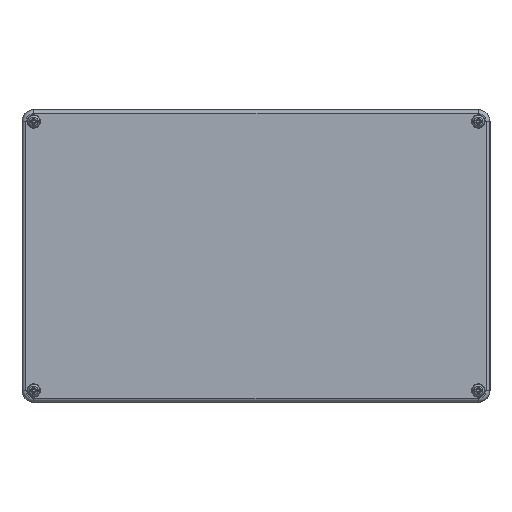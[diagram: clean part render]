
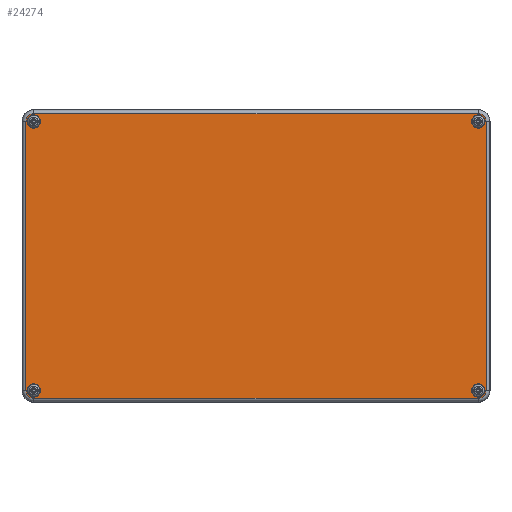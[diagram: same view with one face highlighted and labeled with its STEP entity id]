
A CAD part, top view. The second image highlights one B-rep face of the part: STEP entity #24274.
In plain terms, the highlighted face is planar.
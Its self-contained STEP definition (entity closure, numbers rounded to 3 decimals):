
#23853=CARTESIAN_POINT('',(196.616,-115.,-25.0));
#23854=VERTEX_POINT('',#23853);
#23862=CARTESIAN_POINT('',(196.616,115.,-25.0));
#23863=VERTEX_POINT('',#23862);
#23864=CARTESIAN_POINT('',(196.616,-115.,-25.0));
#23865=DIRECTION('',(0.0,1.0,0.0));
#23866=VECTOR('',#23865,230.);
#23867=LINE('',#23864,#23866);
#23868=EDGE_CURVE('',#23854,#23863,#23867,.T.);
#23895=CARTESIAN_POINT('',(190.,-121.616,-25.0));
#23896=VERTEX_POINT('',#23895);
#23904=CARTESIAN_POINT('',(190.,-115.,-25.0));
#23905=DIRECTION('',(0.0,0.0,1.0));
#23906=DIRECTION('',(0.707,-0.707,0.0));
#23907=AXIS2_PLACEMENT_3D('',#23904,#23905,#23906);
#23908=CIRCLE('',#23907,6.616);
#23909=EDGE_CURVE('',#23896,#23854,#23908,.T.);
#23927=CARTESIAN_POINT('',(190.,121.616,-25.0));
#23928=VERTEX_POINT('',#23927);
#23946=CARTESIAN_POINT('',(190.,115.,-25.0));
#23947=DIRECTION('',(0.0,0.0,1.0));
#23948=DIRECTION('',(0.707,0.707,0.0));
#23949=AXIS2_PLACEMENT_3D('',#23946,#23947,#23948);
#23950=CIRCLE('',#23949,6.616);
#23951=EDGE_CURVE('',#23863,#23928,#23950,.T.);
#23963=CARTESIAN_POINT('',(-190.,-121.616,-25.0));
#23964=VERTEX_POINT('',#23963);
#23972=CARTESIAN_POINT('',(-190.,-121.616,-25.0));
#23973=DIRECTION('',(1.0,0.0,0.0));
#23974=VECTOR('',#23973,380.);
#23975=LINE('',#23972,#23974);
#23976=EDGE_CURVE('',#23964,#23896,#23975,.T.);
#23993=CARTESIAN_POINT('',(-190.,121.616,-25.0));
#23994=VERTEX_POINT('',#23993);
#24011=CARTESIAN_POINT('',(190.,121.616,-25.0));
#24012=DIRECTION('',(-1.0,0.0,0.0));
#24013=VECTOR('',#24012,380.);
#24014=LINE('',#24011,#24013);
#24015=EDGE_CURVE('',#23928,#23994,#24014,.T.);
#24027=CARTESIAN_POINT('',(-196.616,-115.,-25.0));
#24028=VERTEX_POINT('',#24027);
#24036=CARTESIAN_POINT('',(-190.,-115.,-25.0));
#24037=DIRECTION('',(0.0,0.0,1.0));
#24038=DIRECTION('',(-0.707,-0.707,0.0));
#24039=AXIS2_PLACEMENT_3D('',#24036,#24037,#24038);
#24040=CIRCLE('',#24039,6.616);
#24041=EDGE_CURVE('',#24028,#23964,#24040,.T.);
#24059=CARTESIAN_POINT('',(-196.616,115.,-25.0));
#24060=VERTEX_POINT('',#24059);
#24078=CARTESIAN_POINT('',(-190.,115.,-25.0));
#24079=DIRECTION('',(0.0,0.0,1.0));
#24080=DIRECTION('',(-0.707,0.707,0.0));
#24081=AXIS2_PLACEMENT_3D('',#24078,#24079,#24080);
#24082=CIRCLE('',#24081,6.616);
#24083=EDGE_CURVE('',#23994,#24060,#24082,.T.);
#24101=CARTESIAN_POINT('',(-196.616,115.,-25.0));
#24102=DIRECTION('',(0.0,-1.0,0.0));
#24103=VECTOR('',#24102,230.);
#24104=LINE('',#24101,#24103);
#24105=EDGE_CURVE('',#24060,#24028,#24104,.T.);
#24215=CARTESIAN_POINT('',(0.,0.,-25.0));
#24216=DIRECTION('',(0.0,0.0,1.0));
#24217=DIRECTION('',(1.0,0.0,0.0));
#24218=AXIS2_PLACEMENT_3D('',#24215,#24216,#24217);
#24219=PLANE('',#24218);
#24220=ORIENTED_EDGE('',*,*,#23868,.F.);
#24221=ORIENTED_EDGE('',*,*,#23909,.F.);
#24222=ORIENTED_EDGE('',*,*,#23976,.F.);
#24223=ORIENTED_EDGE('',*,*,#24041,.F.);
#24224=ORIENTED_EDGE('',*,*,#24105,.F.);
#24225=ORIENTED_EDGE('',*,*,#24083,.F.);
#24226=ORIENTED_EDGE('',*,*,#24015,.F.);
#24227=ORIENTED_EDGE('',*,*,#23951,.F.);
#24228=EDGE_LOOP('',(#24220,#24221,#24222,#24223,#24224,#24225,#24226,#24227));
#24229=FACE_OUTER_BOUND('',#24228,.T.);
#24230=CARTESIAN_POINT('',(-195.8,115.,-25.0));
#24231=VERTEX_POINT('',#24230);
#24232=CARTESIAN_POINT('',(-190.,115.,-25.0));
#24233=DIRECTION('',(0.0,0.0,-1.0));
#24234=DIRECTION('',(1.0,0.0,0.0));
#24235=AXIS2_PLACEMENT_3D('',#24232,#24233,#24234);
#24236=CIRCLE('',#24235,5.8);
#24237=EDGE_CURVE('',#24231,#24231,#24236,.T.);
#24238=ORIENTED_EDGE('',*,*,#24237,.F.);
#24239=EDGE_LOOP('',(#24238));
#24240=FACE_BOUND('',#24239,.T.);
#24241=CARTESIAN_POINT('',(184.2,115.,-25.0));
#24242=VERTEX_POINT('',#24241);
#24243=CARTESIAN_POINT('',(190.,115.,-25.0));
#24244=DIRECTION('',(0.0,0.0,-1.0));
#24245=DIRECTION('',(1.0,0.0,0.0));
#24246=AXIS2_PLACEMENT_3D('',#24243,#24244,#24245);
#24247=CIRCLE('',#24246,5.8);
#24248=EDGE_CURVE('',#24242,#24242,#24247,.T.);
#24249=ORIENTED_EDGE('',*,*,#24248,.F.);
#24250=EDGE_LOOP('',(#24249));
#24251=FACE_BOUND('',#24250,.T.);
#24252=CARTESIAN_POINT('',(184.2,-115.,-25.0));
#24253=VERTEX_POINT('',#24252);
#24254=CARTESIAN_POINT('',(190.,-115.,-25.0));
#24255=DIRECTION('',(0.0,0.0,-1.0));
#24256=DIRECTION('',(1.0,0.0,0.0));
#24257=AXIS2_PLACEMENT_3D('',#24254,#24255,#24256);
#24258=CIRCLE('',#24257,5.8);
#24259=EDGE_CURVE('',#24253,#24253,#24258,.T.);
#24260=ORIENTED_EDGE('',*,*,#24259,.F.);
#24261=EDGE_LOOP('',(#24260));
#24262=FACE_BOUND('',#24261,.T.);
#24263=CARTESIAN_POINT('',(-195.8,-115.,-25.0));
#24264=VERTEX_POINT('',#24263);
#24265=CARTESIAN_POINT('',(-190.,-115.,-25.0));
#24266=DIRECTION('',(0.0,0.0,-1.0));
#24267=DIRECTION('',(1.0,0.0,0.0));
#24268=AXIS2_PLACEMENT_3D('',#24265,#24266,#24267);
#24269=CIRCLE('',#24268,5.8);
#24270=EDGE_CURVE('',#24264,#24264,#24269,.T.);
#24271=ORIENTED_EDGE('',*,*,#24270,.F.);
#24272=EDGE_LOOP('',(#24271));
#24273=FACE_BOUND('',#24272,.T.);
#24274=ADVANCED_FACE('',(#24229,#24240,#24251,#24262,#24273),#24219,.F.);
